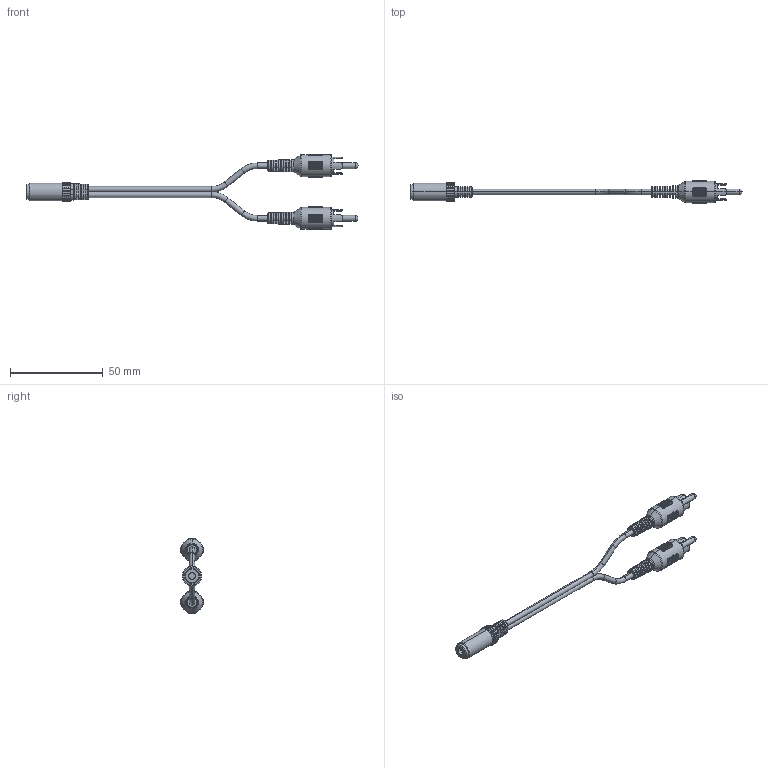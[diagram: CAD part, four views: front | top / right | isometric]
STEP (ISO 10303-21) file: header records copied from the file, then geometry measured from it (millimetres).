
FILE_DESCRIPTION (( 'STEP AP214' ), '1' );
FILE_NAME ('35MMF-2RCAM_3D.STEP', '2020-02-28T13:57:59', ( '' ), ( '' ), 'SwSTEP 2.0', 'SolidWorks 2018', '' );
FILE_SCHEMA (( 'AUTOMOTIVE_DESIGN' ));
Length unit declared in the file: inch
Products named in the file (8): 35MMF-2RCAM_3D; RCA X END FOR 35MMX-2RCAX; 35MMX END Y CABLE_35MMF; RCA X END FOR 35MMX-2RCAX_RCA M END; 1AA12-012; OVERMOLD, 35MMX END Y CABLE; RCA M LOTUS PETAL SHELL(1AB07)___; CTL35Y CABLE_WITH LC CLIP
Assembly tree (8 placements, depth 3):
  35MMF-2RCAM_3D
    CTL35Y CABLE_WITH LC CLIP
    RCA X END FOR 35MMX-2RCAX_RCA M END  x2
      RCA X END FOR 35MMX-2RCAX
      RCA M LOTUS PETAL SHELL(1AB07)___
    35MMX END Y CABLE_35MMF
      OVERMOLD, 35MMX END Y CABLE
      1AA12-012
Bounding box: 178.89 x 12.19 x 40.54 mm (x, y, z)
Volume: 9449.8 mm3; surface area: 10662.9 mm2
Topology: 13 solids, 13 shells, 3297 faces, 7076 edges, 3837 vertices
Faces by surface type: bspline 1824, cylinder 712, plane 685, torus 51, cone 21, sphere 4
Entity records: 134560 total; most frequent: CARTESIAN_POINT 106040, ORIENTED_EDGE 7560, EDGE_CURVE 3780, DIRECTION 3379, VERTEX_POINT 2073, EDGE_LOOP 1825, FACE_OUTER_BOUND 1741, ADVANCED_FACE 1741
